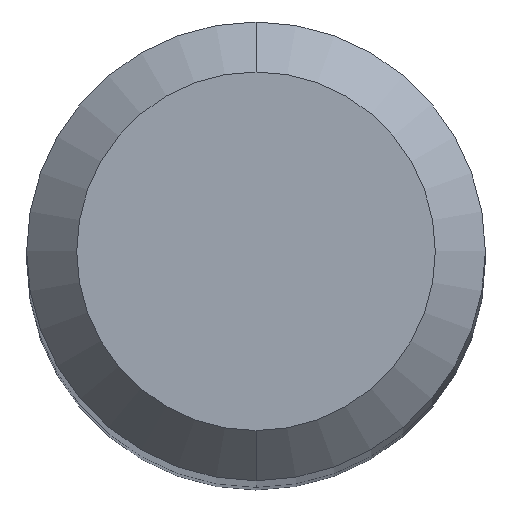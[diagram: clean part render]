
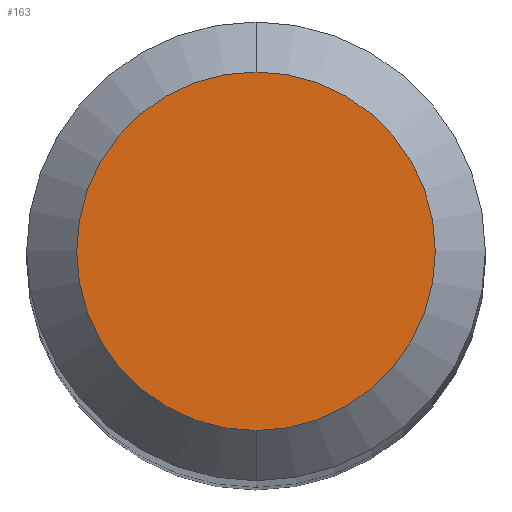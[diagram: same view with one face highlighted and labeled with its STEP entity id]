
A CAD part, top view. The second image highlights one B-rep face of the part: STEP entity #163.
In plain terms, the highlighted planar face has unit normal (0, 0, 1).
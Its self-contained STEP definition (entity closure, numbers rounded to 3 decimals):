
#14 = FACE_OUTER_BOUND ( 'NONE', #115, .T. ) ;
#19 = ORIENTED_EDGE ( 'NONE', *, *, #104, .F. ) ;
#29 = CARTESIAN_POINT ( 'NONE',  ( 0., 0., 66. ) ) ;
#54 = DIRECTION ( 'NONE',  ( 0., 0., -1. ) ) ;
#61 = VERTEX_POINT ( 'NONE', #212 ) ;
#71 = EDGE_CURVE ( 'NONE', #231, #61, #297, .T. ) ;
#72 = AXIS2_PLACEMENT_3D ( 'NONE', #125, #150, #282 ) ;
#80 = CARTESIAN_POINT ( 'NONE',  ( 0., 0., 66. ) ) ;
#104 = EDGE_CURVE ( 'NONE', #61, #231, #139, .T. ) ;
#113 = ORIENTED_EDGE ( 'NONE', *, *, #71, .F. ) ;
#115 = EDGE_LOOP ( 'NONE', ( #19, #113 ) ) ;
#125 = CARTESIAN_POINT ( 'NONE',  ( 0., 0., 66. ) ) ;
#139 = CIRCLE ( 'NONE', #72, 2.15 ) ;
#150 = DIRECTION ( 'NONE',  ( 0., 0., -1. ) ) ;
#154 = AXIS2_PLACEMENT_3D ( 'NONE', #80, #54, #158 ) ;
#158 = DIRECTION ( 'NONE',  ( 0., 1., 0. ) ) ;
#163 = ADVANCED_FACE ( 'NONE', ( #14 ), #164, .F. ) ;
#164 = PLANE ( 'NONE',  #280 ) ;
#206 = DIRECTION ( 'NONE',  ( 0., 0., -1. ) ) ;
#212 = CARTESIAN_POINT ( 'NONE',  ( 0., 2.15, 66. ) ) ;
#231 = VERTEX_POINT ( 'NONE', #320 ) ;
#280 = AXIS2_PLACEMENT_3D ( 'NONE', #29, #206, #284 ) ;
#282 = DIRECTION ( 'NONE',  ( 0., 1., 0. ) ) ;
#284 = DIRECTION ( 'NONE',  ( 0., 1., 0. ) ) ;
#297 = CIRCLE ( 'NONE', #154, 2.15 ) ;
#320 = CARTESIAN_POINT ( 'NONE',  ( 0., -2.15, 66. ) ) ;
